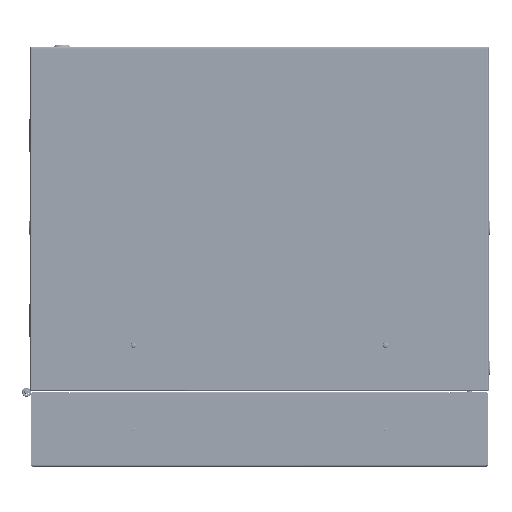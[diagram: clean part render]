
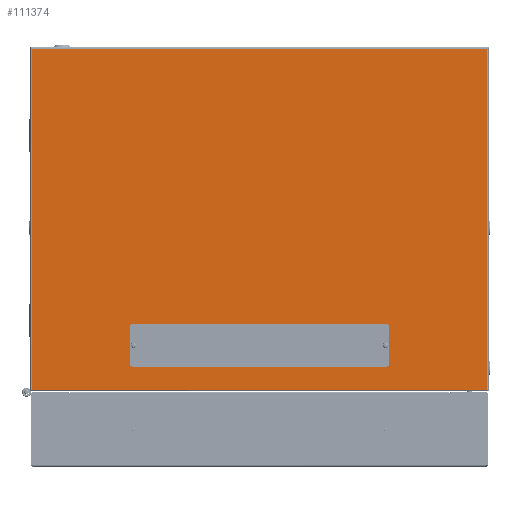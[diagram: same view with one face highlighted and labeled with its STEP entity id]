
A CAD part, front view. The second image highlights one B-rep face of the part: STEP entity #111374.
In plain terms, the highlighted face is planar.
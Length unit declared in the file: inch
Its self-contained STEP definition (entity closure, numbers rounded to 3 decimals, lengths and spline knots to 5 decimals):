
#94 = DIRECTION ( 'NONE',  ( 0., 1., 0. ) ) ;
#576 = VERTEX_POINT ( 'NONE', #127001 ) ;
#3337 = LINE ( 'NONE', #13900, #127527 ) ;
#4108 = ORIENTED_EDGE ( 'NONE', *, *, #124611, .T. ) ;
#5364 = CIRCLE ( 'NONE', #140110, 0.06299 ) ;
#6850 = EDGE_CURVE ( 'NONE', #576, #91613, #95935, .T. ) ;
#7989 = CARTESIAN_POINT ( 'NONE',  ( 11.74409, 7.28346, 17.64961 ) ) ;
#8517 = DIRECTION ( 'NONE',  ( 0., -1., 0. ) ) ;
#9011 = CIRCLE ( 'NONE', #25581, 0.19685 ) ;
#9057 = ORIENTED_EDGE ( 'NONE', *, *, #147047, .T. ) ;
#10694 = VECTOR ( 'NONE', #145185, 39.37008 ) ;
#10702 = VECTOR ( 'NONE', #98721, 39.37008 ) ;
#12584 = LINE ( 'NONE', #81155, #59890 ) ;
#13053 = EDGE_CURVE ( 'NONE', #91613, #63774, #40684, .T. ) ;
#13900 = CARTESIAN_POINT ( 'NONE',  ( -11.76378, 7.28346, 17.64961 ) ) ;
#14128 = ORIENTED_EDGE ( 'NONE', *, *, #18496, .T. ) ;
#14955 = ORIENTED_EDGE ( 'NONE', *, *, #65638, .T. ) ;
#16378 = EDGE_CURVE ( 'NONE', #63774, #21039, #3337, .T. ) ;
#18390 = VECTOR ( 'NONE', #120562, 39.37008 ) ;
#18496 = EDGE_CURVE ( 'NONE', #80469, #66141, #132677, .T. ) ;
#19902 = CARTESIAN_POINT ( 'NONE',  ( -6.10236, 7.28346, 3.26772 ) ) ;
#21039 = VERTEX_POINT ( 'NONE', #7989 ) ;
#21168 = ORIENTED_EDGE ( 'NONE', *, *, #13053, .T. ) ;
#21216 = EDGE_LOOP ( 'NONE', ( #113019, #74744 ) ) ;
#21385 = DIRECTION ( 'NONE',  ( 0., 0., 1. ) ) ;
#21545 = CARTESIAN_POINT ( 'NONE',  ( 6.10236, 7.28346, 3.26772 ) ) ;
#22364 = LINE ( 'NONE', #68327, #18390 ) ;
#22819 = AXIS2_PLACEMENT_3D ( 'NONE', #123660, #94, #79218 ) ;
#23758 = VERTEX_POINT ( 'NONE', #138781 ) ;
#24481 = DIRECTION ( 'NONE',  ( 0., 0., 1. ) ) ;
#25581 = AXIS2_PLACEMENT_3D ( 'NONE', #88368, #8517, #135049 ) ;
#26605 = VECTOR ( 'NONE', #49220, 39.37008 ) ;
#27421 = DIRECTION ( 'NONE',  ( 0., -1., 0. ) ) ;
#31593 = CARTESIAN_POINT ( 'NONE',  ( -6.29921, 7.28346, 3.26772 ) ) ;
#32475 = ORIENTED_EDGE ( 'NONE', *, *, #110595, .T. ) ;
#33241 = FACE_BOUND ( 'NONE', #21216, .T. ) ;
#34638 = ORIENTED_EDGE ( 'NONE', *, *, #96865, .T. ) ;
#34800 = CIRCLE ( 'NONE', #145423, 0.19685 ) ;
#36770 = CARTESIAN_POINT ( 'NONE',  ( -6.49606, 7.28346, 2.3622 ) ) ;
#37454 = AXIS2_PLACEMENT_3D ( 'NONE', #119201, #104969, #106451 ) ;
#38715 = CARTESIAN_POINT ( 'NONE',  ( 6.49606, 7.28346, 2.3622 ) ) ;
#40684 = LINE ( 'NONE', #86675, #10702 ) ;
#44309 = EDGE_CURVE ( 'NONE', #95777, #49803, #119668, .T. ) ;
#44887 = DIRECTION ( 'NONE',  ( 0., -1., 0. ) ) ;
#45262 = CARTESIAN_POINT ( 'NONE',  ( -6.49606, 7.28346, 2.3622 ) ) ;
#48059 = LINE ( 'NONE', #56406, #101284 ) ;
#48543 = DIRECTION ( 'NONE',  ( 1., 0., 0. ) ) ;
#49220 = DIRECTION ( 'NONE',  ( -1., 0., 0. ) ) ;
#49580 = VERTEX_POINT ( 'NONE', #105683 ) ;
#49803 = VERTEX_POINT ( 'NONE', #99998 ) ;
#51472 = VERTEX_POINT ( 'NONE', #131523 ) ;
#51904 = AXIS2_PLACEMENT_3D ( 'NONE', #38715, #27421, #144127 ) ;
#52156 = CARTESIAN_POINT ( 'NONE',  ( 6.49606, 7.28346, 2.29921 ) ) ;
#53172 = CARTESIAN_POINT ( 'NONE',  ( -6.10236, 7.28346, 1.25984 ) ) ;
#55655 = CARTESIAN_POINT ( 'NONE',  ( -6.10236, 7.28346, 3.46457 ) ) ;
#55901 = FACE_BOUND ( 'NONE', #142525, .T. ) ;
#56406 = CARTESIAN_POINT ( 'NONE',  ( 6.29921, 7.28346, 0. ) ) ;
#57162 = DIRECTION ( 'NONE',  ( 0., 0., 1. ) ) ;
#57355 = DIRECTION ( 'NONE',  ( 0., -1., 0. ) ) ;
#58082 = AXIS2_PLACEMENT_3D ( 'NONE', #21545, #44887, #67514 ) ;
#59890 = VECTOR ( 'NONE', #127825, 39.37008 ) ;
#60346 = CARTESIAN_POINT ( 'NONE',  ( 6.49606, 7.28346, 2.4252 ) ) ;
#60565 = CARTESIAN_POINT ( 'NONE',  ( -11.76378, 7.28346, 0.06693 ) ) ;
#63774 = VERTEX_POINT ( 'NONE', #85580 ) ;
#65638 = EDGE_CURVE ( 'NONE', #148537, #111179, #148107, .T. ) ;
#66141 = VERTEX_POINT ( 'NONE', #55655 ) ;
#67514 = DIRECTION ( 'NONE',  ( 0., 0., 1. ) ) ;
#68327 = CARTESIAN_POINT ( 'NONE',  ( -11.76378, 7.28346, 1.25984 ) ) ;
#69690 = DIRECTION ( 'NONE',  ( 0., -1., 0. ) ) ;
#71448 = DIRECTION ( 'NONE',  ( 0., 0., 1. ) ) ;
#72994 = CARTESIAN_POINT ( 'NONE',  ( -6.29921, 7.28346, 0. ) ) ;
#74744 = ORIENTED_EDGE ( 'NONE', *, *, #121497, .T. ) ;
#77687 = DIRECTION ( 'NONE',  ( -1., 0., 0. ) ) ;
#78032 = ORIENTED_EDGE ( 'NONE', *, *, #44309, .T. ) ;
#79218 = DIRECTION ( 'NONE',  ( 0., 0., 1. ) ) ;
#80201 = VERTEX_POINT ( 'NONE', #89209 ) ;
#80469 = VERTEX_POINT ( 'NONE', #81650 ) ;
#80709 = PLANE ( 'NONE',  #22819 ) ;
#81155 = CARTESIAN_POINT ( 'NONE',  ( 11.74409, 7.28346, 0. ) ) ;
#81650 = CARTESIAN_POINT ( 'NONE',  ( 6.10236, 7.28346, 3.46457 ) ) ;
#83343 = CIRCLE ( 'NONE', #102595, 0.06299 ) ;
#85580 = CARTESIAN_POINT ( 'NONE',  ( -11.74409, 7.28346, 17.64961 ) ) ;
#85965 = CARTESIAN_POINT ( 'NONE',  ( 6.49606, 7.28346, 2.3622 ) ) ;
#86675 = CARTESIAN_POINT ( 'NONE',  ( -11.74409, 7.28346, 0. ) ) ;
#87290 = ORIENTED_EDGE ( 'NONE', *, *, #146273, .T. ) ;
#88368 = CARTESIAN_POINT ( 'NONE',  ( -6.10236, 7.28346, 1.45669 ) ) ;
#88975 = CARTESIAN_POINT ( 'NONE',  ( -11.76378, 7.28346, 3.46457 ) ) ;
#89209 = CARTESIAN_POINT ( 'NONE',  ( 6.29921, 7.28346, 1.45669 ) ) ;
#91405 = EDGE_CURVE ( 'NONE', #98325, #49580, #83343, .T. ) ;
#91613 = VERTEX_POINT ( 'NONE', #139042 ) ;
#93426 = EDGE_CURVE ( 'NONE', #49803, #99218, #9011, .T. ) ;
#95777 = VERTEX_POINT ( 'NONE', #31593 ) ;
#95935 = LINE ( 'NONE', #60565, #26605 ) ;
#96694 = ORIENTED_EDGE ( 'NONE', *, *, #129599, .T. ) ;
#96865 = EDGE_CURVE ( 'NONE', #21039, #576, #12584, .T. ) ;
#97387 = CARTESIAN_POINT ( 'NONE',  ( -6.49606, 7.28346, 2.4252 ) ) ;
#98325 = VERTEX_POINT ( 'NONE', #97387 ) ;
#98721 = DIRECTION ( 'NONE',  ( 0., 0., 1. ) ) ;
#99218 = VERTEX_POINT ( 'NONE', #53172 ) ;
#99998 = CARTESIAN_POINT ( 'NONE',  ( -6.29921, 7.28346, 1.45669 ) ) ;
#100184 = AXIS2_PLACEMENT_3D ( 'NONE', #85965, #69690, #24481 ) ;
#101284 = VECTOR ( 'NONE', #57162, 39.37008 ) ;
#102595 = AXIS2_PLACEMENT_3D ( 'NONE', #45262, #57355, #148442 ) ;
#104969 = DIRECTION ( 'NONE',  ( 0., -1., 0. ) ) ;
#105322 = VECTOR ( 'NONE', #77687, 39.37008 ) ;
#105683 = CARTESIAN_POINT ( 'NONE',  ( -6.49606, 7.28346, 2.29921 ) ) ;
#106451 = DIRECTION ( 'NONE',  ( 0., 0., 1. ) ) ;
#108304 = DIRECTION ( 'NONE',  ( 0., -1., 0. ) ) ;
#110595 = EDGE_CURVE ( 'NONE', #51472, #80201, #128844, .T. ) ;
#111179 = VERTEX_POINT ( 'NONE', #52156 ) ;
#111374 = ADVANCED_FACE ( 'NONE', ( #33241, #114596, #55901, #147721 ), #80709, .T. ) ;
#113019 = ORIENTED_EDGE ( 'NONE', *, *, #91405, .T. ) ;
#113889 = EDGE_CURVE ( 'NONE', #99218, #51472, #22364, .T. ) ;
#114399 = EDGE_LOOP ( 'NONE', ( #133036, #127254, #32475, #87290, #9057, #14128, #4108, #78032 ) ) ;
#114596 = FACE_BOUND ( 'NONE', #114399, .T. ) ;
#117071 = ORIENTED_EDGE ( 'NONE', *, *, #16378, .T. ) ;
#119201 = CARTESIAN_POINT ( 'NONE',  ( 6.10236, 7.28346, 1.45669 ) ) ;
#119668 = LINE ( 'NONE', #72994, #10694 ) ;
#120562 = DIRECTION ( 'NONE',  ( 1., 0., 0. ) ) ;
#121497 = EDGE_CURVE ( 'NONE', #49580, #98325, #5364, .T. ) ;
#122350 = DIRECTION ( 'NONE',  ( 0., -1., 0. ) ) ;
#122978 = CIRCLE ( 'NONE', #58082, 0.19685 ) ;
#123660 = CARTESIAN_POINT ( 'NONE',  ( -11.76378, 7.28346, 0. ) ) ;
#124611 = EDGE_CURVE ( 'NONE', #66141, #95777, #34800, .T. ) ;
#127001 = CARTESIAN_POINT ( 'NONE',  ( 11.74409, 7.28346, 0.06693 ) ) ;
#127254 = ORIENTED_EDGE ( 'NONE', *, *, #113889, .T. ) ;
#127527 = VECTOR ( 'NONE', #48543, 39.37008 ) ;
#127825 = DIRECTION ( 'NONE',  ( 0., 0., -1. ) ) ;
#128844 = CIRCLE ( 'NONE', #37454, 0.19685 ) ;
#129599 = EDGE_CURVE ( 'NONE', #111179, #148537, #145836, .T. ) ;
#131523 = CARTESIAN_POINT ( 'NONE',  ( 6.10236, 7.28346, 1.25984 ) ) ;
#132677 = LINE ( 'NONE', #88975, #105322 ) ;
#133036 = ORIENTED_EDGE ( 'NONE', *, *, #93426, .T. ) ;
#133386 = ORIENTED_EDGE ( 'NONE', *, *, #6850, .T. ) ;
#135049 = DIRECTION ( 'NONE',  ( 0., 0., 1. ) ) ;
#138781 = CARTESIAN_POINT ( 'NONE',  ( 6.29921, 7.28346, 3.26772 ) ) ;
#139042 = CARTESIAN_POINT ( 'NONE',  ( -11.74409, 7.28346, 0.06693 ) ) ;
#140110 = AXIS2_PLACEMENT_3D ( 'NONE', #36770, #108304, #71448 ) ;
#142525 = EDGE_LOOP ( 'NONE', ( #14955, #96694 ) ) ;
#144127 = DIRECTION ( 'NONE',  ( 0., 0., 1. ) ) ;
#145185 = DIRECTION ( 'NONE',  ( 0., 0., -1. ) ) ;
#145423 = AXIS2_PLACEMENT_3D ( 'NONE', #19902, #122350, #21385 ) ;
#145836 = CIRCLE ( 'NONE', #100184, 0.06299 ) ;
#146273 = EDGE_CURVE ( 'NONE', #80201, #23758, #48059, .T. ) ;
#147047 = EDGE_CURVE ( 'NONE', #23758, #80469, #122978, .T. ) ;
#147721 = FACE_OUTER_BOUND ( 'NONE', #147890, .T. ) ;
#147890 = EDGE_LOOP ( 'NONE', ( #133386, #21168, #117071, #34638 ) ) ;
#148107 = CIRCLE ( 'NONE', #51904, 0.06299 ) ;
#148442 = DIRECTION ( 'NONE',  ( 0., 0., 1. ) ) ;
#148537 = VERTEX_POINT ( 'NONE', #60346 ) ;
